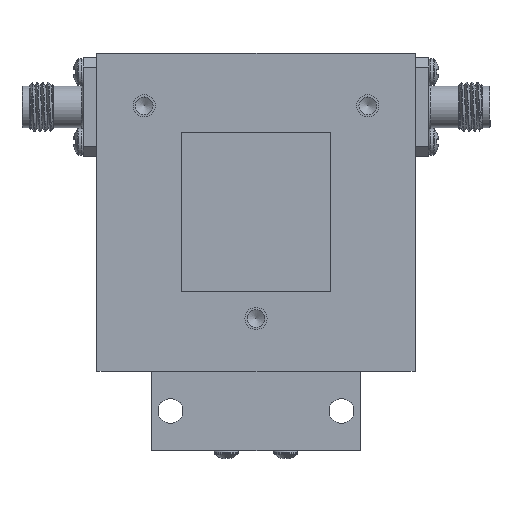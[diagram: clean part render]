
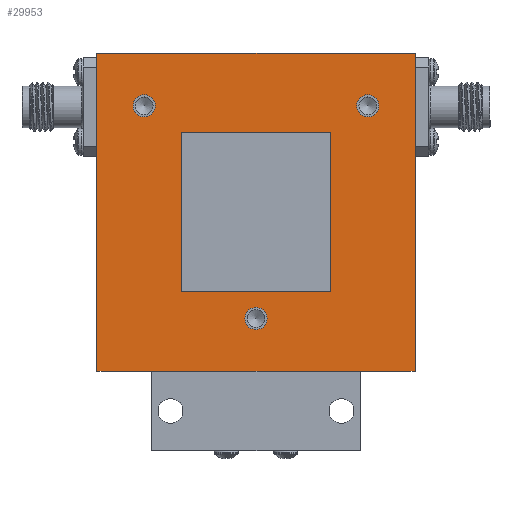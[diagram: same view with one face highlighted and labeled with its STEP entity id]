
A CAD part, top view. The second image highlights one B-rep face of the part: STEP entity #29953.
In plain terms, the highlighted planar face has unit normal (0, 0, 1).
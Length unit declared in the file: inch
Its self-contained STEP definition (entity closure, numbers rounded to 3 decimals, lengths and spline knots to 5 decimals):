
#327 = DIRECTION ( 'NONE',  ( 1., 0., 0. ) ) ;
#527 = DIRECTION ( 'NONE',  ( -1., 0., 0. ) ) ;
#1339 = CARTESIAN_POINT ( 'NONE',  ( 0.5625, 0.535, 0.3 ) ) ;
#1511 = CIRCLE ( 'NONE', #5296, 0.056 ) ;
#1739 = CARTESIAN_POINT ( 'NONE',  ( 0.8, -0.8, 0.3 ) ) ;
#1804 = VERTEX_POINT ( 'NONE', #4746 ) ;
#2092 = FACE_BOUND ( 'NONE', #10762, .T. ) ;
#2747 = DIRECTION ( 'NONE',  ( 1., 0., 0. ) ) ;
#2886 = CARTESIAN_POINT ( 'NONE',  ( -0.8, -0.8, 0.3 ) ) ;
#3062 = DIRECTION ( 'NONE',  ( 0., -1., 0. ) ) ;
#3067 = EDGE_CURVE ( 'NONE', #7053, #16743, #36232, .T. ) ;
#3259 = LINE ( 'NONE', #2886, #26527 ) ;
#3763 = EDGE_CURVE ( 'NONE', #18699, #7053, #32428, .T. ) ;
#3959 = VERTEX_POINT ( 'NONE', #27492 ) ;
#4007 = VERTEX_POINT ( 'NONE', #18876 ) ;
#4308 = AXIS2_PLACEMENT_3D ( 'NONE', #1339, #31342, #28399 ) ;
#4746 = CARTESIAN_POINT ( 'NONE',  ( 0.056, -0.535, 0.3 ) ) ;
#5069 = CARTESIAN_POINT ( 'NONE',  ( 0.37675, -0.4011, 0.3 ) ) ;
#5293 = VECTOR ( 'NONE', #3062, 39.37008 ) ;
#5296 = AXIS2_PLACEMENT_3D ( 'NONE', #11034, #11975, #21005 ) ;
#5341 = EDGE_LOOP ( 'NONE', ( #30399 ) ) ;
#5399 = AXIS2_PLACEMENT_3D ( 'NONE', #22628, #34589, #7715 ) ;
#5565 = DIRECTION ( 'NONE',  ( -1., 0., 0. ) ) ;
#5826 = EDGE_CURVE ( 'NONE', #3959, #18699, #32331, .T. ) ;
#5890 = CARTESIAN_POINT ( 'NONE',  ( 0., -0.8, 0.3 ) ) ;
#6440 = VECTOR ( 'NONE', #14136, 39.37008 ) ;
#6726 = ORIENTED_EDGE ( 'NONE', *, *, #26930, .T. ) ;
#7053 = VERTEX_POINT ( 'NONE', #27960 ) ;
#7715 = DIRECTION ( 'NONE',  ( 1., 0., 0. ) ) ;
#8047 = VERTEX_POINT ( 'NONE', #18108 ) ;
#8337 = VERTEX_POINT ( 'NONE', #20571 ) ;
#9449 = EDGE_LOOP ( 'NONE', ( #23153 ) ) ;
#9490 = VERTEX_POINT ( 'NONE', #24741 ) ;
#9595 = CARTESIAN_POINT ( 'NONE',  ( 0.8, 0.8, 0.3 ) ) ;
#9980 = LINE ( 'NONE', #30556, #14356 ) ;
#10528 = VECTOR ( 'NONE', #2747, 39.37008 ) ;
#10559 = DIRECTION ( 'NONE',  ( 0., -1., 0. ) ) ;
#10762 = EDGE_LOOP ( 'NONE', ( #21065 ) ) ;
#11034 = CARTESIAN_POINT ( 'NONE',  ( 0., -0.535, 0.3 ) ) ;
#11146 = FACE_OUTER_BOUND ( 'NONE', #27079, .T. ) ;
#11374 = VERTEX_POINT ( 'NONE', #9595 ) ;
#11918 = LINE ( 'NONE', #14681, #33763 ) ;
#11975 = DIRECTION ( 'NONE',  ( 0., 0., 1. ) ) ;
#13712 = DIRECTION ( 'NONE',  ( 0., 1., 0. ) ) ;
#14136 = DIRECTION ( 'NONE',  ( 1., 0., 0. ) ) ;
#14356 = VECTOR ( 'NONE', #24682, 39.37008 ) ;
#14541 = CARTESIAN_POINT ( 'NONE',  ( -0.8, -0.8, 0.3 ) ) ;
#14643 = CARTESIAN_POINT ( 'NONE',  ( 0.37675, 0.4011, 0.3 ) ) ;
#14681 = CARTESIAN_POINT ( 'NONE',  ( -0.8, 0.8, 0.3 ) ) ;
#14853 = EDGE_CURVE ( 'NONE', #18857, #4007, #38247, .T. ) ;
#15290 = ORIENTED_EDGE ( 'NONE', *, *, #3067, .F. ) ;
#16743 = VERTEX_POINT ( 'NONE', #37164 ) ;
#16808 = VECTOR ( 'NONE', #35135, 39.37008 ) ;
#16890 = ORIENTED_EDGE ( 'NONE', *, *, #3763, .F. ) ;
#17021 = FACE_BOUND ( 'NONE', #5341, .T. ) ;
#17048 = LINE ( 'NONE', #1739, #27814 ) ;
#17212 = FACE_BOUND ( 'NONE', #9449, .T. ) ;
#17582 = CARTESIAN_POINT ( 'NONE',  ( 0.525, -0.8, 0.3 ) ) ;
#18108 = CARTESIAN_POINT ( 'NONE',  ( -0.525, -0.8, 0.3 ) ) ;
#18699 = VERTEX_POINT ( 'NONE', #14643 ) ;
#18857 = VERTEX_POINT ( 'NONE', #17582 ) ;
#18876 = CARTESIAN_POINT ( 'NONE',  ( 0.8, -0.8, 0.3 ) ) ;
#19437 = ORIENTED_EDGE ( 'NONE', *, *, #23515, .F. ) ;
#20318 = ORIENTED_EDGE ( 'NONE', *, *, #20470, .T. ) ;
#20470 = EDGE_CURVE ( 'NONE', #8047, #18857, #26472, .T. ) ;
#20571 = CARTESIAN_POINT ( 'NONE',  ( -0.8, -0.8, 0.3 ) ) ;
#20612 = EDGE_CURVE ( 'NONE', #9490, #8337, #20621, .T. ) ;
#20621 = LINE ( 'NONE', #14541, #16808 ) ;
#20796 = ORIENTED_EDGE ( 'NONE', *, *, #24077, .T. ) ;
#21005 = DIRECTION ( 'NONE',  ( 1., 0., 0. ) ) ;
#21065 = ORIENTED_EDGE ( 'NONE', *, *, #36899, .F. ) ;
#22306 = CIRCLE ( 'NONE', #5399, 0.056 ) ;
#22605 = CARTESIAN_POINT ( 'NONE',  ( -0.5065, 0.535, 0.3 ) ) ;
#22628 = CARTESIAN_POINT ( 'NONE',  ( -0.5625, 0.535, 0.3 ) ) ;
#23101 = CARTESIAN_POINT ( 'NONE',  ( 0., 0., 0.3 ) ) ;
#23153 = ORIENTED_EDGE ( 'NONE', *, *, #31654, .F. ) ;
#23342 = CARTESIAN_POINT ( 'NONE',  ( -0.8, -0.8, 0.3 ) ) ;
#23515 = EDGE_CURVE ( 'NONE', #16743, #3959, #9980, .T. ) ;
#23628 = EDGE_CURVE ( 'NONE', #24947, #24947, #35024, .T. ) ;
#24035 = AXIS2_PLACEMENT_3D ( 'NONE', #23101, #29154, #10559 ) ;
#24077 = EDGE_CURVE ( 'NONE', #11374, #9490, #11918, .T. ) ;
#24625 = ORIENTED_EDGE ( 'NONE', *, *, #20612, .T. ) ;
#24682 = DIRECTION ( 'NONE',  ( 1., 0., 0. ) ) ;
#24741 = CARTESIAN_POINT ( 'NONE',  ( -0.8, 0.8, 0.3 ) ) ;
#24947 = VERTEX_POINT ( 'NONE', #27111 ) ;
#25412 = ORIENTED_EDGE ( 'NONE', *, *, #5826, .F. ) ;
#26472 = LINE ( 'NONE', #5890, #10528 ) ;
#26527 = VECTOR ( 'NONE', #327, 39.37008 ) ;
#26930 = EDGE_CURVE ( 'NONE', #8337, #8047, #3259, .T. ) ;
#27079 = EDGE_LOOP ( 'NONE', ( #6726, #20318, #35497, #35501, #20796, #24625 ) ) ;
#27111 = CARTESIAN_POINT ( 'NONE',  ( 0.6185, 0.535, 0.3 ) ) ;
#27492 = CARTESIAN_POINT ( 'NONE',  ( 0.37675, -0.4011, 0.3 ) ) ;
#27814 = VECTOR ( 'NONE', #13712, 39.37008 ) ;
#27960 = CARTESIAN_POINT ( 'NONE',  ( -0.37675, 0.4011, 0.3 ) ) ;
#28399 = DIRECTION ( 'NONE',  ( 1., 0., 0. ) ) ;
#28988 = DIRECTION ( 'NONE',  ( 0., 1., 0. ) ) ;
#29154 = DIRECTION ( 'NONE',  ( 0., 0., -1. ) ) ;
#29708 = VECTOR ( 'NONE', #5565, 39.37008 ) ;
#29953 = ADVANCED_FACE ( 'NONE', ( #11146, #17212, #17021, #2092, #37408 ), #35252, .F. ) ;
#30399 = ORIENTED_EDGE ( 'NONE', *, *, #23628, .F. ) ;
#30556 = CARTESIAN_POINT ( 'NONE',  ( -0.37675, -0.4011, 0.3 ) ) ;
#30869 = EDGE_CURVE ( 'NONE', #4007, #11374, #17048, .T. ) ;
#31342 = DIRECTION ( 'NONE',  ( 0., 0., 1. ) ) ;
#31654 = EDGE_CURVE ( 'NONE', #1804, #1804, #1511, .T. ) ;
#32331 = LINE ( 'NONE', #5069, #38746 ) ;
#32428 = LINE ( 'NONE', #32811, #29708 ) ;
#32811 = CARTESIAN_POINT ( 'NONE',  ( -0.37675, 0.4011, 0.3 ) ) ;
#33763 = VECTOR ( 'NONE', #527, 39.37008 ) ;
#34589 = DIRECTION ( 'NONE',  ( 0., 0., 1. ) ) ;
#35024 = CIRCLE ( 'NONE', #4308, 0.056 ) ;
#35135 = DIRECTION ( 'NONE',  ( 0., -1., 0. ) ) ;
#35252 = PLANE ( 'NONE',  #24035 ) ;
#35497 = ORIENTED_EDGE ( 'NONE', *, *, #14853, .T. ) ;
#35501 = ORIENTED_EDGE ( 'NONE', *, *, #30869, .T. ) ;
#36232 = LINE ( 'NONE', #38772, #5293 ) ;
#36845 = EDGE_LOOP ( 'NONE', ( #25412, #19437, #15290, #16890 ) ) ;
#36899 = EDGE_CURVE ( 'NONE', #37303, #37303, #22306, .T. ) ;
#37164 = CARTESIAN_POINT ( 'NONE',  ( -0.37675, -0.4011, 0.3 ) ) ;
#37303 = VERTEX_POINT ( 'NONE', #22605 ) ;
#37408 = FACE_BOUND ( 'NONE', #36845, .T. ) ;
#38247 = LINE ( 'NONE', #23342, #6440 ) ;
#38746 = VECTOR ( 'NONE', #28988, 39.37008 ) ;
#38772 = CARTESIAN_POINT ( 'NONE',  ( -0.37675, -0.4011, 0.3 ) ) ;
